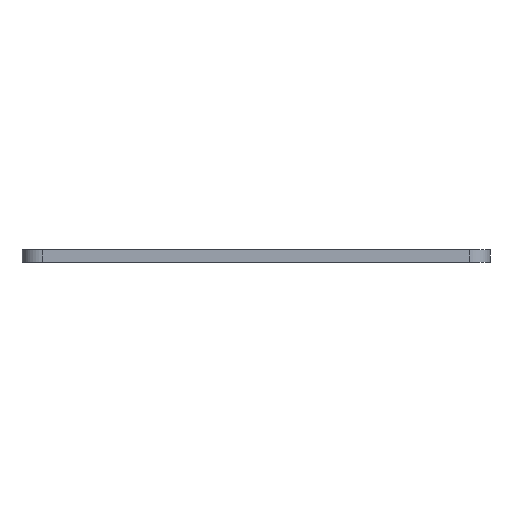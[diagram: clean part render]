
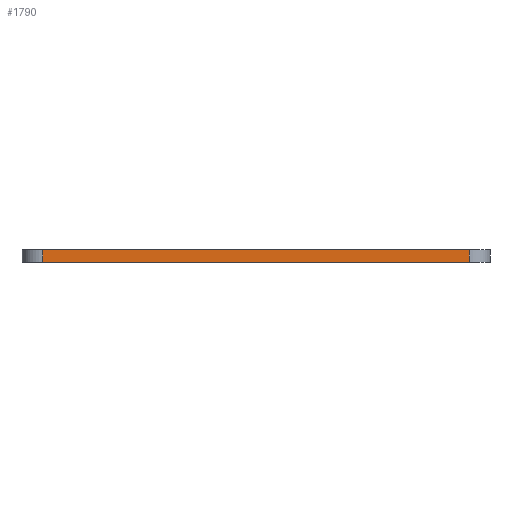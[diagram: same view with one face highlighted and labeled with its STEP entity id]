
A CAD part, left-side view. The second image highlights one B-rep face of the part: STEP entity #1790.
In plain terms, the highlighted planar face has unit normal (-1, 0, 0).
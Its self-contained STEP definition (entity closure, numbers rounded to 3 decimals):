
#94 = VERTEX_POINT('',#95);
#95 = CARTESIAN_POINT('',(-14.025,39.875,3.));
#102 = EDGE_CURVE('',#103,#94,#105,.T.);
#103 = VERTEX_POINT('',#104);
#104 = CARTESIAN_POINT('',(-14.025,39.875,0.));
#105 = LINE('',#106,#107);
#106 = CARTESIAN_POINT('',(-14.025,39.875,0.));
#107 = VECTOR('',#108,1.);
#108 = DIRECTION('',(0.,0.,1.));
#127 = EDGE_CURVE('',#103,#128,#130,.T.);
#128 = VERTEX_POINT('',#129);
#129 = CARTESIAN_POINT('',(-14.025,-64.125,0.));
#130 = LINE('',#131,#132);
#131 = CARTESIAN_POINT('',(-14.025,39.875,0.));
#132 = VECTOR('',#133,1.);
#133 = DIRECTION('',(0.,-1.,0.));
#953 = EDGE_CURVE('',#94,#954,#956,.T.);
#954 = VERTEX_POINT('',#955);
#955 = CARTESIAN_POINT('',(-14.025,-64.125,3.));
#956 = LINE('',#957,#958);
#957 = CARTESIAN_POINT('',(-14.025,39.875,3.));
#958 = VECTOR('',#959,1.);
#959 = DIRECTION('',(0.,-1.,0.));
#1790 = ADVANCED_FACE('',(#1791),#1802,.F.);
#1791 = FACE_BOUND('',#1792,.F.);
#1792 = EDGE_LOOP('',(#1793,#1794,#1795,#1801));
#1793 = ORIENTED_EDGE('',*,*,#102,.T.);
#1794 = ORIENTED_EDGE('',*,*,#953,.T.);
#1795 = ORIENTED_EDGE('',*,*,#1796,.F.);
#1796 = EDGE_CURVE('',#128,#954,#1797,.T.);
#1797 = LINE('',#1798,#1799);
#1798 = CARTESIAN_POINT('',(-14.025,-64.125,0.));
#1799 = VECTOR('',#1800,1.);
#1800 = DIRECTION('',(0.,0.,1.));
#1801 = ORIENTED_EDGE('',*,*,#127,.F.);
#1802 = PLANE('',#1803);
#1803 = AXIS2_PLACEMENT_3D('',#1804,#1805,#1806);
#1804 = CARTESIAN_POINT('',(-14.025,39.875,0.));
#1805 = DIRECTION('',(1.,0.,0.));
#1806 = DIRECTION('',(0.,-1.,0.));
